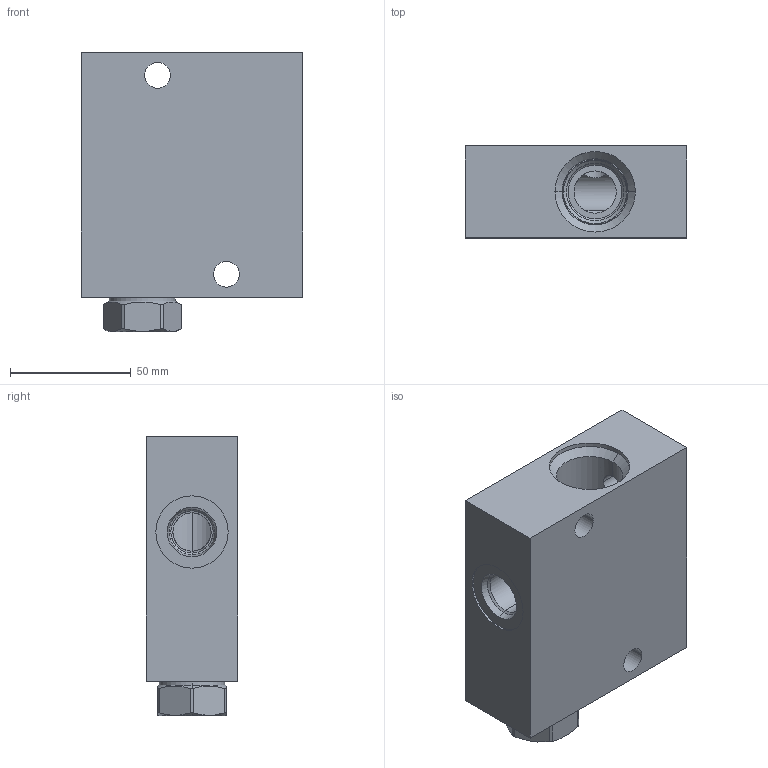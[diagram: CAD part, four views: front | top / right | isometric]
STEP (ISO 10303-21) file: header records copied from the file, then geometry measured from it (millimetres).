
FILE_DESCRIPTION((''),'2;1');
FILE_NAME('B2J_ASM','2023-09-12T',('ProEService'),(''),'PRO/ENGINEER BY PARAMETRIC TECHNOLOGY CORPORATION, 2014200','PRO/ENGINEER BY PARAMETRIC TECHNOLOGY CORPORATION, 2014200','');
FILE_SCHEMA(('CONFIG_CONTROL_DESIGN'));
Length unit declared in the file: inch
Products named in the file (3): 151-021-015; CXEDXCN; B2J_ASM
Assembly tree (2 placements, depth 2):
  B2J_ASM
    151-021-015
    CXEDXCN
Bounding box: 92.08 x 38.1 x 115.87 mm (x, y, z)
Volume: 294835.7 mm3; surface area: 57706.4 mm2
Topology: 4 solids, 5 shells, 275 faces, 851 edges, 680 vertices
Faces by surface type: cylinder 117, cone 62, plane 58, torus 26, revolution 8, sphere 4
Entity records: 11034 total; most frequent: CARTESIAN_POINT 3449, DIRECTION 1629, ORIENTED_EDGE 1290, EDGE_CURVE 645, AXIS2_PLACEMENT_3D 593, VECTOR 435, LINE 435, VERTEX_POINT 392
